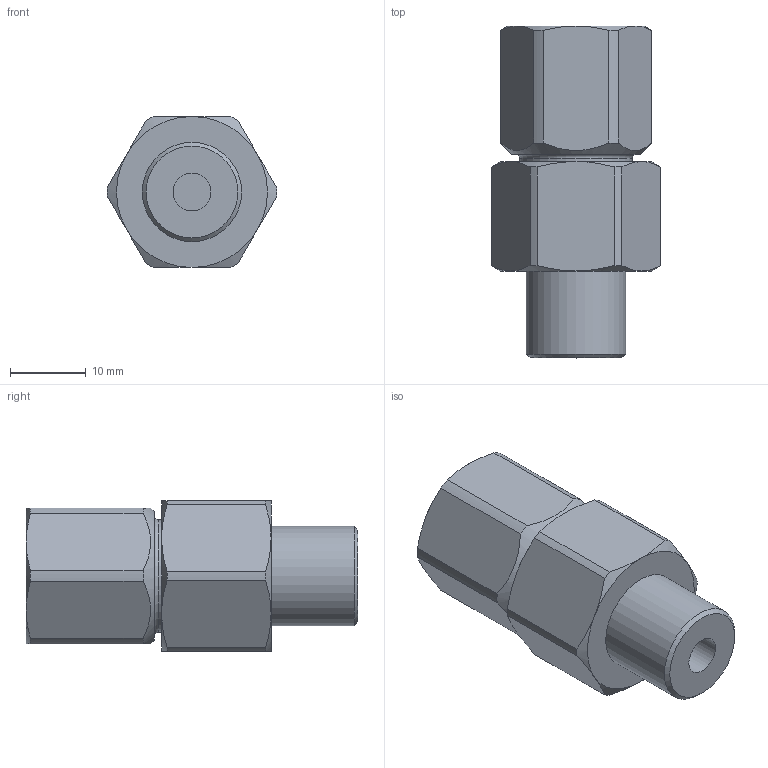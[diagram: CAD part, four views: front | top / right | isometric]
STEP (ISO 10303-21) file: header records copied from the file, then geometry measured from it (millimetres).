
FILE_DESCRIPTION(/* description */ ('Unknown'),/* implementation_level */ '2;1');
FILE_NAME(/* name */ '200300040_Swivel G1_4_IG_-_G1_4_AG',/* time_stamp */ '2023-12-15T13:35:15+01:00',/* author */ ('Unknown'),/* organization */ ('Unknown'),/* preprocessor_version */ 'ST-DEVELOPER v18.104',/* originating_system */ 'Solid Edge',/* authorisation */ 'Unknown');
FILE_SCHEMA (('AUTOMOTIVE_DESIGN {1 0 10303 214 3 1 1}'));
Length unit declared in the file: millimetre
Products named in the file (1): Part4
Bounding box: 22.5 x 43.95 x 20 mm (x, y, z)
Volume: 10749.3 mm3; surface area: 3585.2 mm2
Topology: 1 solids, 1 shells, 59 faces, 137 edges, 86 vertices
Faces by surface type: cone 22, plane 20, cylinder 16, torus 1
Full cylindrical faces by diameter (mm): 5 x1, 11.82 x1, 13.16 x1, 14.9 x1
Entity records: 2071 total; most frequent: CARTESIAN_POINT 400, DIRECTION 256, ORIENTED_EDGE 244, EDGE_CURVE 122, AXIS2_PLACEMENT_3D 116, VERTEX_POINT 80, EDGE_LOOP 74, FACE_BOUND 74
